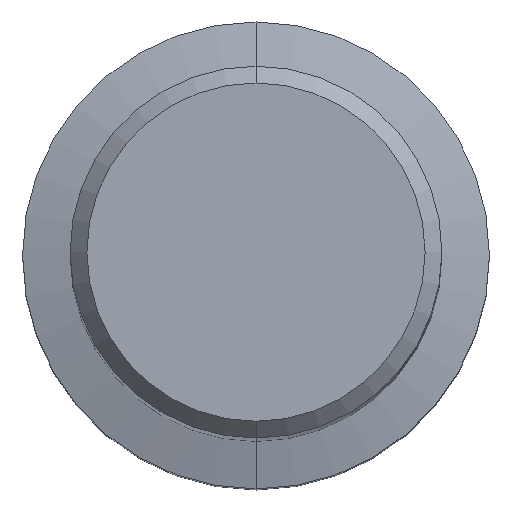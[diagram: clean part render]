
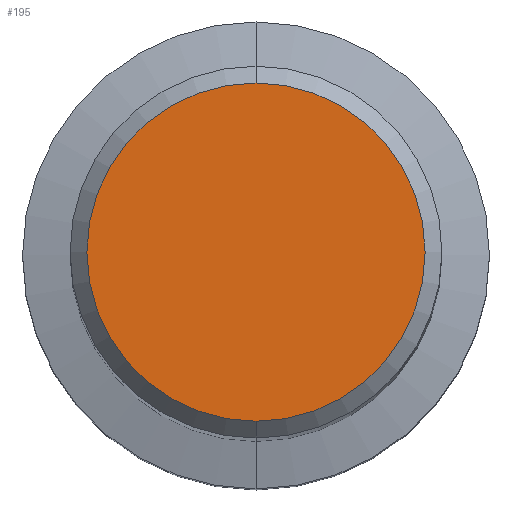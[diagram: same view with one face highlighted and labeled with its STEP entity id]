
A CAD part, top view. The second image highlights one B-rep face of the part: STEP entity #195.
In plain terms, the highlighted planar face has unit normal (0, 0, 1).
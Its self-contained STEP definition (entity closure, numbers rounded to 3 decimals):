
#123=EDGE_CURVE('',#151,#279,#322,.T.);
#151=VERTEX_POINT('',#353);
#195=ADVANCED_FACE('',(#403),#404,.T.);
#267=EDGE_CURVE('',#279,#151,#484,.T.);
#279=VERTEX_POINT('',#498);
#322=CIRCLE('',#538,8.05);
#353=CARTESIAN_POINT('',(0.0,8.05,0.0));
#403=FACE_OUTER_BOUND('',#645,.T.);
#404=PLANE('',#646);
#484=CIRCLE('',#752,8.05);
#498=CARTESIAN_POINT('',(0.,-8.05,0.0));
#538=AXIS2_PLACEMENT_3D('',#799,#800,#801);
#645=EDGE_LOOP('',(#910,#911));
#646=AXIS2_PLACEMENT_3D('',#912,#913,#914);
#752=AXIS2_PLACEMENT_3D('',#1005,#1006,#1007);
#799=CARTESIAN_POINT('',(0.0,0.0,0.0));
#800=DIRECTION('',(0.0,0.0,-1.0));
#801=DIRECTION('',(0.0,1.0,0.0));
#910=ORIENTED_EDGE('',*,*,#123,.F.);
#911=ORIENTED_EDGE('',*,*,#267,.F.);
#912=CARTESIAN_POINT('',(0.0,4.025,0.0));
#913=DIRECTION('',(-0.0,0.0,1.0));
#914=DIRECTION('',(0.0,-1.0,0.0));
#1005=CARTESIAN_POINT('',(0.0,0.0,0.0));
#1006=DIRECTION('',(0.0,0.0,-1.0));
#1007=DIRECTION('',(0.0,1.0,0.0));
